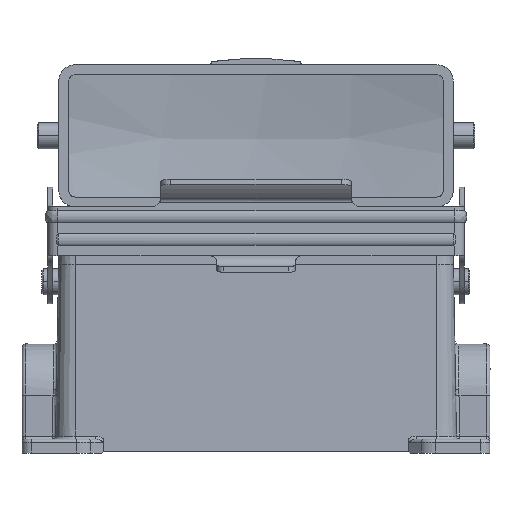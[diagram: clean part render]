
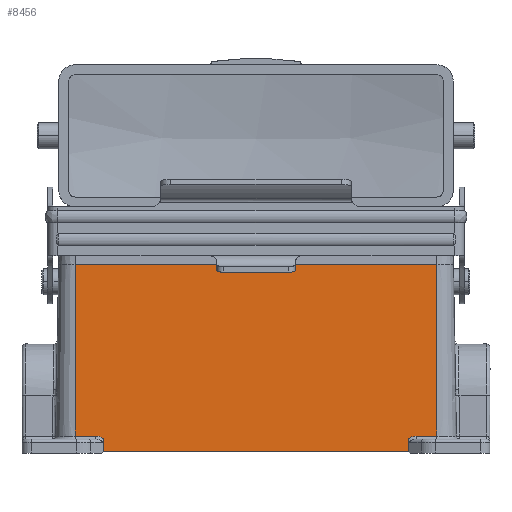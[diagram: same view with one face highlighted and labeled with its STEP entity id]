
A CAD part, top view. The second image highlights one B-rep face of the part: STEP entity #8456.
In plain terms, the highlighted planar face has unit normal (0, 0.018, 1).
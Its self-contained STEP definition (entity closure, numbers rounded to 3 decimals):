
#169 = EDGE_CURVE ( 'NONE', #20823, #9844, #1921, .T. ) ;
#330 = CARTESIAN_POINT ( 'NONE',  ( 47.277, -57.807, 22.819 ) ) ;
#331 = VERTEX_POINT ( 'NONE', #4140 ) ;
#344 = ORIENTED_EDGE ( 'NONE', *, *, #16511, .T. ) ;
#445 = LINE ( 'NONE', #6085, #9865 ) ;
#1037 = VECTOR ( 'NONE', #13783, 1000. ) ;
#1110 = VERTEX_POINT ( 'NONE', #1741 ) ;
#1286 = EDGE_CURVE ( 'NONE', #1110, #1739, #445, .T. ) ;
#1739 = VERTEX_POINT ( 'NONE', #14289 ) ;
#1741 = CARTESIAN_POINT ( 'NONE',  ( -55.375, -57.487, 22.813 ) ) ;
#1765 = EDGE_CURVE ( 'NONE', #4181, #18346, #18910, .T. ) ;
#1832 = DIRECTION ( 'NONE',  ( 0., 1., -0.017 ) ) ;
#1882 = VECTOR ( 'NONE', #1832, 1000. ) ;
#1921 = LINE ( 'NONE', #10713, #21294 ) ;
#2148 = ORIENTED_EDGE ( 'NONE', *, *, #16428, .T. ) ;
#3636 = ORIENTED_EDGE ( 'NONE', *, *, #1286, .T. ) ;
#3798 = VECTOR ( 'NONE', #21946, 1000. ) ;
#3812 = CARTESIAN_POINT ( 'NONE',  ( 46.75, -58.371, 22.829 ) ) ;
#4140 = CARTESIAN_POINT ( 'NONE',  ( 46.75, -62.22, 22.896 ) ) ;
#4181 = VERTEX_POINT ( 'NONE', #16023 ) ;
#4320 = CARTESIAN_POINT ( 'NONE',  ( 55.375, -62.22, 22.896 ) ) ;
#4942 = CARTESIAN_POINT ( 'NONE',  ( 55.375, -5., 21.897 ) ) ;
#5318 = CARTESIAN_POINT ( 'NONE',  ( -48.12, -57.487, 22.813 ) ) ;
#6085 = CARTESIAN_POINT ( 'NONE',  ( -55.375, -57.487, 22.813 ) ) ;
#6538 = ORIENTED_EDGE ( 'NONE', *, *, #24080, .F. ) ;
#6917 = LINE ( 'NONE', #4320, #23353 ) ;
#6923 = CARTESIAN_POINT ( 'NONE',  ( 55.375, 0., 21.81 ) ) ;
#7750 = ORIENTED_EDGE ( 'NONE', *, *, #169, .T. ) ;
#7929 = ORIENTED_EDGE ( 'NONE', *, *, #23223, .T. ) ;
#7985 = CARTESIAN_POINT ( 'NONE',  ( 48.12, -57.487, 22.813 ) ) ;
#8208 = EDGE_CURVE ( 'NONE', #1739, #18346, #11123, .T. ) ;
#8456 = ADVANCED_FACE ( 'NONE', ( #18404 ), #19987, .T. ) ;
#8936 = VERTEX_POINT ( 'NONE', #10509 ) ;
#9113 = VECTOR ( 'NONE', #11041, 1000. ) ;
#9134 = CARTESIAN_POINT ( 'NONE',  ( -47.277, -57.807, 22.819 ) ) ;
#9844 = VERTEX_POINT ( 'NONE', #20715 ) ;
#9865 = VECTOR ( 'NONE', #17332, 1000. ) ;
#10251 = LINE ( 'NONE', #24169, #9113 ) ;
#10509 = CARTESIAN_POINT ( 'NONE',  ( 55.375, -57.487, 22.813 ) ) ;
#10700 = CARTESIAN_POINT ( 'NONE',  ( -55.375, 0., 21.81 ) ) ;
#10713 = CARTESIAN_POINT ( 'NONE',  ( -55.375, -5., 21.897 ) ) ;
#11041 = DIRECTION ( 'NONE',  ( 1., 0., 0. ) ) ;
#11123 =( BOUNDED_CURVE ( )  B_SPLINE_CURVE ( 3, ( #18477, #5318, #9134, #22242 ),
 .UNSPECIFIED., .F., .T. ) 
 B_SPLINE_CURVE_WITH_KNOTS ( ( 4, 4 ),
 ( 1.595, 2.574 ),
 .UNSPECIFIED. ) 
 CURVE ( )  GEOMETRIC_REPRESENTATION_ITEM ( )  RATIONAL_B_SPLINE_CURVE ( ( 1., 0.922, 0.922, 1. ) ) 
 REPRESENTATION_ITEM ( '' )  );
#11873 = LINE ( 'NONE', #13176, #1882 ) ;
#11909 = CARTESIAN_POINT ( 'NONE',  ( 46.75, 0., 21.81 ) ) ;
#12257 = ORIENTED_EDGE ( 'NONE', *, *, #1765, .F. ) ;
#12570 = DIRECTION ( 'NONE',  ( 0., -1., 0.017 ) ) ;
#12584 = DIRECTION ( 'NONE',  ( -1., 0., 0. ) ) ;
#13176 = CARTESIAN_POINT ( 'NONE',  ( -55.375, 0., 21.81 ) ) ;
#13481 = CARTESIAN_POINT ( 'NONE',  ( 46.75, -58.371, 22.829 ) ) ;
#13510 =( BOUNDED_CURVE ( )  B_SPLINE_CURVE ( 3, ( #13481, #330, #7985, #21114 ),
 .UNSPECIFIED., .F., .F. ) 
 B_SPLINE_CURVE_WITH_KNOTS ( ( 4, 4 ),
 ( 0.567, 1.546 ),
 .UNSPECIFIED. ) 
 CURVE ( )  GEOMETRIC_REPRESENTATION_ITEM ( )  RATIONAL_B_SPLINE_CURVE ( ( 1., 0.922, 0.922, 1. ) ) 
 REPRESENTATION_ITEM ( '' )  );
#13783 = DIRECTION ( 'NONE',  ( 0., 1., -0.017 ) ) ;
#13831 = DIRECTION ( 'NONE',  ( 1., 0., 0. ) ) ;
#13882 = VECTOR ( 'NONE', #18152, 1000. ) ;
#14051 = ORIENTED_EDGE ( 'NONE', *, *, #16669, .T. ) ;
#14289 = CARTESIAN_POINT ( 'NONE',  ( -49.081, -57.487, 22.813 ) ) ;
#14368 = CARTESIAN_POINT ( 'NONE',  ( -46.75, 0., 21.81 ) ) ;
#16011 = LINE ( 'NONE', #11909, #1037 ) ;
#16023 = CARTESIAN_POINT ( 'NONE',  ( -46.75, -62.22, 22.896 ) ) ;
#16428 = EDGE_CURVE ( 'NONE', #8936, #20823, #23780, .T. ) ;
#16511 = EDGE_CURVE ( 'NONE', #20191, #8936, #10251, .T. ) ;
#16669 = EDGE_CURVE ( 'NONE', #19666, #20191, #13510, .T. ) ;
#17062 = CARTESIAN_POINT ( 'NONE',  ( 49.081, -57.487, 22.813 ) ) ;
#17332 = DIRECTION ( 'NONE',  ( 1., 0., 0. ) ) ;
#18075 = EDGE_CURVE ( 'NONE', #331, #19666, #16011, .T. ) ;
#18152 = DIRECTION ( 'NONE',  ( 0., 1., -0.017 ) ) ;
#18346 = VERTEX_POINT ( 'NONE', #18556 ) ;
#18404 = FACE_OUTER_BOUND ( 'NONE', #20392, .T. ) ;
#18477 = CARTESIAN_POINT ( 'NONE',  ( -49.081, -57.487, 22.813 ) ) ;
#18556 = CARTESIAN_POINT ( 'NONE',  ( -46.75, -58.371, 22.829 ) ) ;
#18910 = LINE ( 'NONE', #14368, #13882 ) ;
#19666 = VERTEX_POINT ( 'NONE', #3812 ) ;
#19987 = PLANE ( 'NONE',  #22453 ) ;
#20191 = VERTEX_POINT ( 'NONE', #17062 ) ;
#20392 = EDGE_LOOP ( 'NONE', ( #21947, #12257, #7929, #22808, #14051, #344, #2148, #7750, #6538, #3636 ) ) ;
#20715 = CARTESIAN_POINT ( 'NONE',  ( -55.375, -5., 21.897 ) ) ;
#20823 = VERTEX_POINT ( 'NONE', #4942 ) ;
#21114 = CARTESIAN_POINT ( 'NONE',  ( 49.081, -57.487, 22.813 ) ) ;
#21294 = VECTOR ( 'NONE', #12584, 1000. ) ;
#21946 = DIRECTION ( 'NONE',  ( 0., 1., -0.017 ) ) ;
#21947 = ORIENTED_EDGE ( 'NONE', *, *, #8208, .T. ) ;
#22242 = CARTESIAN_POINT ( 'NONE',  ( -46.75, -58.371, 22.829 ) ) ;
#22453 = AXIS2_PLACEMENT_3D ( 'NONE', #10700, #23823, #12570 ) ;
#22808 = ORIENTED_EDGE ( 'NONE', *, *, #18075, .T. ) ;
#23223 = EDGE_CURVE ( 'NONE', #4181, #331, #6917, .T. ) ;
#23353 = VECTOR ( 'NONE', #13831, 1000. ) ;
#23780 = LINE ( 'NONE', #6923, #3798 ) ;
#23823 = DIRECTION ( 'NONE',  ( 0., 0.017, 1. ) ) ;
#24080 = EDGE_CURVE ( 'NONE', #1110, #9844, #11873, .T. ) ;
#24169 = CARTESIAN_POINT ( 'NONE',  ( -55.375, -57.487, 22.813 ) ) ;
